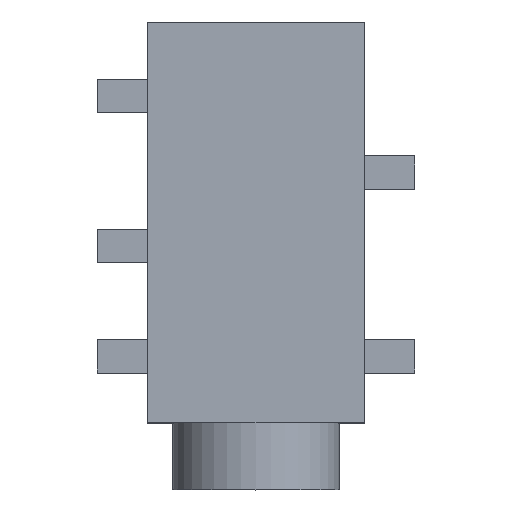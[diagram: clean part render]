
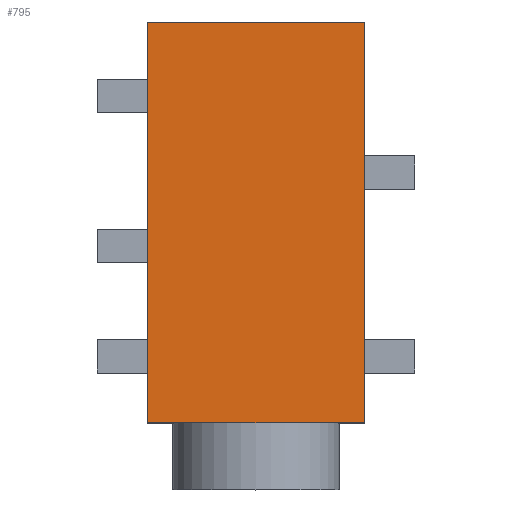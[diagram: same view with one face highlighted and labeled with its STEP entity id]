
A CAD part, top view. The second image highlights one B-rep face of the part: STEP entity #795.
In plain terms, the highlighted planar face has unit normal (0, 0, 1).
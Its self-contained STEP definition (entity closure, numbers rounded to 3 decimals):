
#75=FACE_OUTER_BOUND('',#122,.T.);
#122=EDGE_LOOP('',(#703,#704,#705,#706,#707));
#205=LINE('',#1261,#303);
#206=LINE('',#1264,#304);
#211=LINE('',#1275,#309);
#221=LINE('',#1290,#319);
#222=LINE('',#1292,#320);
#303=VECTOR('',#1039,10.);
#304=VECTOR('',#1042,10.);
#309=VECTOR('',#1053,10.);
#319=VECTOR('',#1067,10.);
#320=VECTOR('',#1070,10.);
#378=VERTEX_POINT('',#1250);
#381=VERTEX_POINT('',#1259);
#382=VERTEX_POINT('',#1263);
#385=VERTEX_POINT('',#1274);
#388=VERTEX_POINT('',#1288);
#478=EDGE_CURVE('',#381,#378,#205,.T.);
#479=EDGE_CURVE('',#378,#382,#206,.T.);
#485=EDGE_CURVE('',#382,#385,#211,.T.);
#495=EDGE_CURVE('',#381,#388,#221,.T.);
#496=EDGE_CURVE('',#385,#388,#222,.T.);
#703=ORIENTED_EDGE('',*,*,#478,.F.);
#704=ORIENTED_EDGE('',*,*,#495,.T.);
#705=ORIENTED_EDGE('',*,*,#496,.F.);
#706=ORIENTED_EDGE('',*,*,#485,.F.);
#707=ORIENTED_EDGE('',*,*,#479,.F.);
#751=PLANE('',#863);
#795=ADVANCED_FACE('',(#75),#751,.T.);
#863=AXIS2_PLACEMENT_3D('',#1291,#1068,#1069);
#1039=DIRECTION('',(-1.,0.,0.));
#1042=DIRECTION('',(-1.,0.,0.));
#1053=DIRECTION('',(0.,1.,0.));
#1067=DIRECTION('',(0.,1.,0.));
#1068=DIRECTION('center_axis',(0.,0.,1.));
#1069=DIRECTION('ref_axis',(1.,0.,0.));
#1070=DIRECTION('',(1.,0.,0.));
#1250=CARTESIAN_POINT('',(0.,0.,2.5));
#1259=CARTESIAN_POINT('',(3.25,0.,2.5));
#1261=CARTESIAN_POINT('',(3.25,0.,2.5));
#1263=CARTESIAN_POINT('',(-3.25,0.,2.5));
#1264=CARTESIAN_POINT('',(3.25,0.,2.5));
#1274=CARTESIAN_POINT('',(-3.25,12.,2.5));
#1275=CARTESIAN_POINT('',(-3.25,0.,2.5));
#1288=CARTESIAN_POINT('',(3.25,12.,2.5));
#1290=CARTESIAN_POINT('',(3.25,0.,2.5));
#1291=CARTESIAN_POINT('Origin',(-3.25,0.,2.5));
#1292=CARTESIAN_POINT('',(3.25,12.,2.5));
